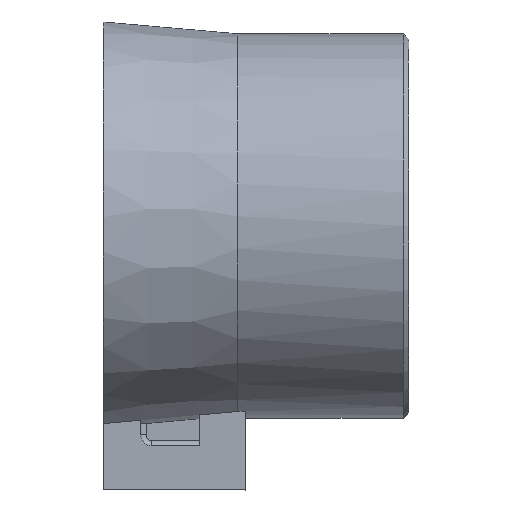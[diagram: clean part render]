
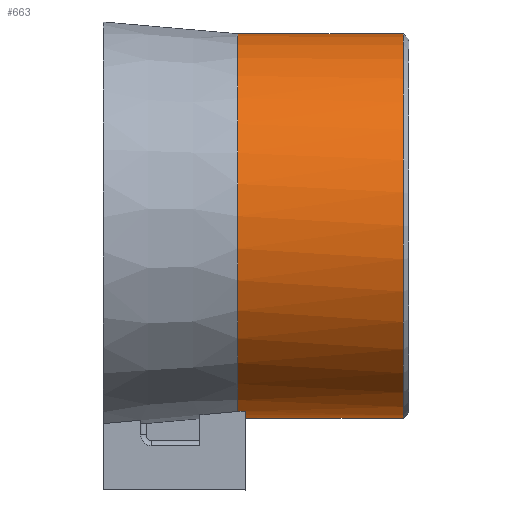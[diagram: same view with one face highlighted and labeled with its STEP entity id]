
A CAD part, top view. The second image highlights one B-rep face of the part: STEP entity #663.
In plain terms, the highlighted cylindrical face has radius 17.5 mm (diameter 35 mm), a partial arc.
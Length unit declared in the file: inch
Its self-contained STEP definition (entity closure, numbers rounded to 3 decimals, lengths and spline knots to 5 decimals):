
#3 = ORIENTED_EDGE ( 'NONE', *, *, #64, .F. ) ;
#31 = EDGE_CURVE ( 'NONE', #120, #1281, #1234, .T. ) ;
#56 = CARTESIAN_POINT ( 'NONE',  ( 0.29528, -0.68898, 0. ) ) ;
#64 = EDGE_CURVE ( 'NONE', #754, #190, #720, .T. ) ;
#104 = DIRECTION ( 'NONE',  ( 1., 0., 0. ) ) ;
#120 = VERTEX_POINT ( 'NONE', #1310 ) ;
#128 = CARTESIAN_POINT ( 'NONE',  ( 0.29528, 0., 0. ) ) ;
#129 = CIRCLE ( 'NONE', #328, 0.68898 ) ;
#157 = CARTESIAN_POINT ( 'NONE',  ( 0.29528, 0.68898, 0. ) ) ;
#179 = LINE ( 'NONE', #185, #278 ) ;
#185 = CARTESIAN_POINT ( 'NONE',  ( 0.00847, 0.68898, 0. ) ) ;
#190 = VERTEX_POINT ( 'NONE', #56 ) ;
#193 = VERTEX_POINT ( 'NONE', #258 ) ;
#219 = CIRCLE ( 'NONE', #1271, 0.68898 ) ;
#225 = EDGE_CURVE ( 'NONE', #190, #544, #617, .T. ) ;
#227 = DIRECTION ( 'NONE',  ( -1., 0., 0. ) ) ;
#258 = CARTESIAN_POINT ( 'NONE',  ( -0.29803, 0.68898, 0. ) ) ;
#278 = VECTOR ( 'NONE', #1015, 39.37008 ) ;
#328 = AXIS2_PLACEMENT_3D ( 'NONE', #1447, #841, #970 ) ;
#337 = CARTESIAN_POINT ( 'NONE',  ( -0.27913, -0.66421, 0.18307 ) ) ;
#411 = ORIENTED_EDGE ( 'NONE', *, *, #1446, .F. ) ;
#458 = DIRECTION ( 'NONE',  ( -1., 0., 0. ) ) ;
#459 = DIRECTION ( 'NONE',  ( 0., 0., -1. ) ) ;
#544 = VERTEX_POINT ( 'NONE', #1058 ) ;
#596 = CARTESIAN_POINT ( 'NONE',  ( -0.26969, -0.66421, 0.18307 ) ) ;
#617 = LINE ( 'NONE', #1118, #1020 ) ;
#653 = ORIENTED_EDGE ( 'NONE', *, *, #932, .F. ) ;
#663 = ADVANCED_FACE ( 'NONE', ( #1511 ), #824, .T. ) ;
#692 = CARTESIAN_POINT ( 'NONE',  ( -0.26969, 0., 0. ) ) ;
#720 = CIRCLE ( 'NONE', #1243, 0.68898 ) ;
#726 = CARTESIAN_POINT ( 'NONE',  ( -0.29803, -0.66421, 0.18307 ) ) ;
#754 = VERTEX_POINT ( 'NONE', #157 ) ;
#824 = CYLINDRICAL_SURFACE ( 'NONE', #1048, 0.68898 ) ;
#836 = DIRECTION ( 'NONE',  ( 0., 0., 1. ) ) ;
#841 = DIRECTION ( 'NONE',  ( -1., 0., 0. ) ) ;
#932 = EDGE_CURVE ( 'NONE', #544, #120, #219, .T. ) ;
#937 = DIRECTION ( 'NONE',  ( 0., 0., -1. ) ) ;
#970 = DIRECTION ( 'NONE',  ( 0., 0., -1. ) ) ;
#1015 = DIRECTION ( 'NONE',  ( 1., 0., 0. ) ) ;
#1020 = VECTOR ( 'NONE', #1470, 39.37008 ) ;
#1048 = AXIS2_PLACEMENT_3D ( 'NONE', #1297, #227, #937 ) ;
#1058 = CARTESIAN_POINT ( 'NONE',  ( -0.26969, -0.68898, 0. ) ) ;
#1087 = CARTESIAN_POINT ( 'NONE',  ( -0.28858, -0.66421, 0.18307 ) ) ;
#1118 = CARTESIAN_POINT ( 'NONE',  ( 0.29528, -0.68898, 0. ) ) ;
#1134 = EDGE_LOOP ( 'NONE', ( #653, #1166, #3, #1161, #411, #1244 ) ) ;
#1161 = ORIENTED_EDGE ( 'NONE', *, *, #1253, .F. ) ;
#1166 = ORIENTED_EDGE ( 'NONE', *, *, #225, .F. ) ;
#1234 = B_SPLINE_CURVE_WITH_KNOTS ( 'NONE', 3,
 ( #596, #337, #1087, #726 ),
 .UNSPECIFIED., .F., .F.,
 ( 4, 4 ),
 ( 0., 0.00072 ),
 .UNSPECIFIED. ) ;
#1243 = AXIS2_PLACEMENT_3D ( 'NONE', #128, #104, #459 ) ;
#1244 = ORIENTED_EDGE ( 'NONE', *, *, #31, .F. ) ;
#1253 = EDGE_CURVE ( 'NONE', #193, #754, #179, .T. ) ;
#1271 = AXIS2_PLACEMENT_3D ( 'NONE', #692, #458, #836 ) ;
#1281 = VERTEX_POINT ( 'NONE', #1407 ) ;
#1297 = CARTESIAN_POINT ( 'NONE',  ( 0.00847, 0., 0. ) ) ;
#1310 = CARTESIAN_POINT ( 'NONE',  ( -0.26969, -0.66421, 0.18307 ) ) ;
#1407 = CARTESIAN_POINT ( 'NONE',  ( -0.29803, -0.66421, 0.18307 ) ) ;
#1446 = EDGE_CURVE ( 'NONE', #1281, #193, #129, .T. ) ;
#1447 = CARTESIAN_POINT ( 'NONE',  ( -0.29803, 0., 0. ) ) ;
#1470 = DIRECTION ( 'NONE',  ( -1., 0., 0. ) ) ;
#1511 = FACE_OUTER_BOUND ( 'NONE', #1134, .T. ) ;
